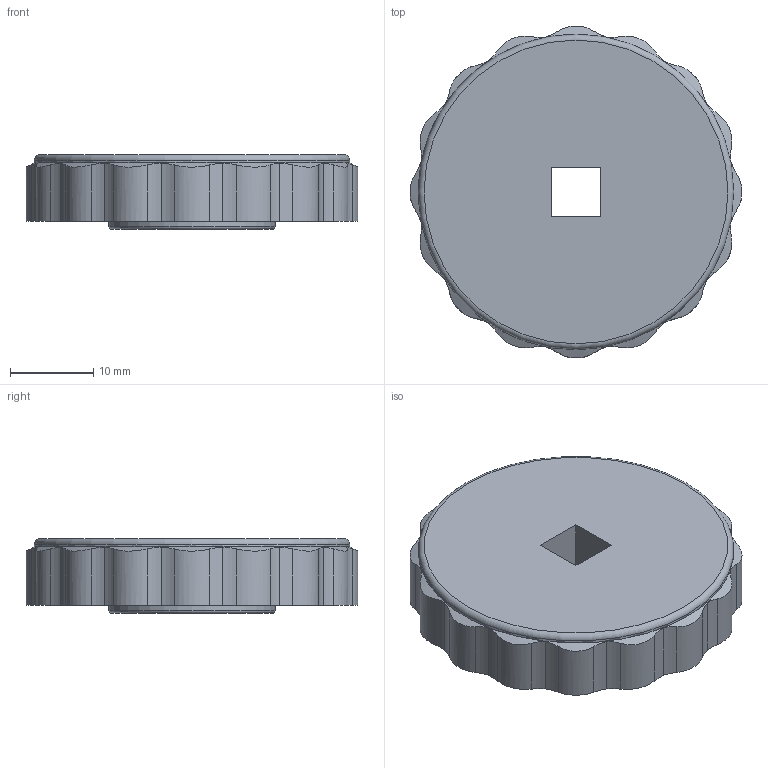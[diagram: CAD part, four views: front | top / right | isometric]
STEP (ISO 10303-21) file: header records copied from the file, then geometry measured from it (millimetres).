
FILE_DESCRIPTION( ( 'Unknown' ), '1' );
FILE_NAME( '6304200_V40Q_6x6.stp', 'Unknown', ( 'Unknown' ), ( 'Unknown' ), 'PSStep 11.0', 'Unknown', ' ' );
FILE_SCHEMA( ( 'AUTOMOTIVE_DESIGN { 1 0 10303 214 1 1 1 1 }' ) );
Length unit declared in the file: millimetre
Products named in the file (1): 1
Bounding box: 40 x 40 x 9 mm (x, y, z)
Volume: 6585.9 mm3; surface area: 4644.9 mm2
Topology: 1 solids, 1 shells, 71 faces, 191 edges, 125 vertices
Faces by surface type: cylinder 52, plane 13, torus 5, cone 1
Full cylindrical faces by diameter (mm): 20 x1, 24 x1, 34 x1, 38 x1
Entity records: 2972 total; most frequent: CARTESIAN_POINT 706, ORIENTED_EDGE 354, DIRECTION 334, EDGE_CURVE 177, AXIS2_PLACEMENT_3D 133, VERTEX_POINT 121, EDGE_LOOP 86, FACE_OUTER_BOUND 80
